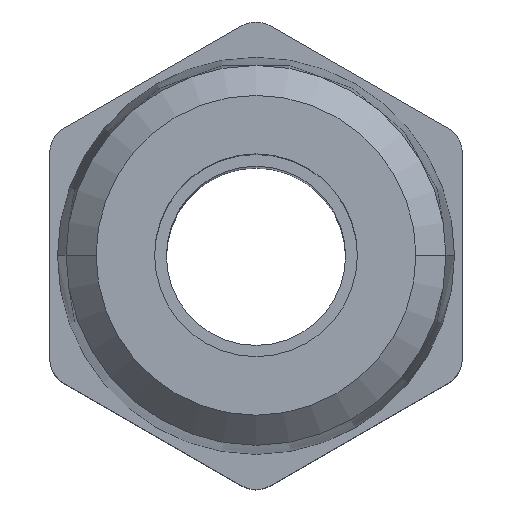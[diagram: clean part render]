
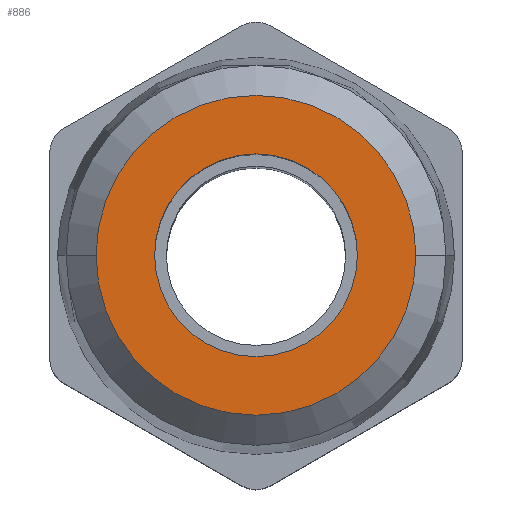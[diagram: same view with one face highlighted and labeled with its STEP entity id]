
A CAD part, top view. The second image highlights one B-rep face of the part: STEP entity #886.
In plain terms, the highlighted planar face has unit normal (0, 0, 1).
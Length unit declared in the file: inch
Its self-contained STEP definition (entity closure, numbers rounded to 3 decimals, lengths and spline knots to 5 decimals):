
#117 = FACE_BOUND ( 'NONE', #670, .T. ) ;
#179 = AXIS2_PLACEMENT_3D ( 'NONE', #347, #1003, #435 ) ;
#217 = EDGE_CURVE ( 'NONE', #624, #612, #745, .T. ) ;
#245 = DIRECTION ( 'NONE',  ( 0., 0., 1. ) ) ;
#312 = ORIENTED_EDGE ( 'NONE', *, *, #806, .T. ) ;
#325 = AXIS2_PLACEMENT_3D ( 'NONE', #472, #1136, #572 ) ;
#328 = ORIENTED_EDGE ( 'NONE', *, *, #533, .F. ) ;
#333 = EDGE_CURVE ( 'NONE', #723, #440, #869, .T. ) ;
#347 = CARTESIAN_POINT ( 'NONE',  ( 0., 0., 0.429 ) ) ;
#420 = DIRECTION ( 'NONE',  ( 0., 0., 1. ) ) ;
#427 = EDGE_LOOP ( 'NONE', ( #1165, #312 ) ) ;
#435 = DIRECTION ( 'NONE',  ( 1., 0., 0. ) ) ;
#440 = VERTEX_POINT ( 'NONE', #922 ) ;
#463 = CARTESIAN_POINT ( 'NONE',  ( 0., 0., 0.429 ) ) ;
#472 = CARTESIAN_POINT ( 'NONE',  ( 0., 0., 0.429 ) ) ;
#486 = CIRCLE ( 'NONE', #1194, 0.16957 ) ;
#533 = EDGE_CURVE ( 'NONE', #440, #723, #753, .T. ) ;
#538 = PLANE ( 'NONE',  #763 ) ;
#564 = DIRECTION ( 'NONE',  ( 1., 0., 0. ) ) ;
#572 = DIRECTION ( 'NONE',  ( 1., 0., 0. ) ) ;
#582 = CARTESIAN_POINT ( 'NONE',  ( 0.16957, 0., 0.429 ) ) ;
#612 = VERTEX_POINT ( 'NONE', #582 ) ;
#619 = FACE_OUTER_BOUND ( 'NONE', #427, .T. ) ;
#624 = VERTEX_POINT ( 'NONE', #1147 ) ;
#670 = EDGE_LOOP ( 'NONE', ( #328, #1181 ) ) ;
#723 = VERTEX_POINT ( 'NONE', #1071 ) ;
#745 = CIRCLE ( 'NONE', #997, 0.16957 ) ;
#753 = CIRCLE ( 'NONE', #325, 0.1075 ) ;
#763 = AXIS2_PLACEMENT_3D ( 'NONE', #1002, #245, #1190 ) ;
#806 = EDGE_CURVE ( 'NONE', #612, #624, #486, .T. ) ;
#869 = CIRCLE ( 'NONE', #179, 0.1075 ) ;
#886 = ADVANCED_FACE ( 'NONE', ( #117, #619 ), #538, .T. ) ;
#922 = CARTESIAN_POINT ( 'NONE',  ( 0.1075, 0., 0.429 ) ) ;
#989 = CARTESIAN_POINT ( 'NONE',  ( 0., 0., 0.429 ) ) ;
#997 = AXIS2_PLACEMENT_3D ( 'NONE', #463, #1131, #564 ) ;
#1002 = CARTESIAN_POINT ( 'NONE',  ( 0., 0., 0.429 ) ) ;
#1003 = DIRECTION ( 'NONE',  ( 0., 0., 1. ) ) ;
#1071 = CARTESIAN_POINT ( 'NONE',  ( -0.1075, 0., 0.429 ) ) ;
#1090 = DIRECTION ( 'NONE',  ( 1., 0., 0. ) ) ;
#1131 = DIRECTION ( 'NONE',  ( 0., 0., 1. ) ) ;
#1136 = DIRECTION ( 'NONE',  ( 0., 0., 1. ) ) ;
#1147 = CARTESIAN_POINT ( 'NONE',  ( -0.16957, 0., 0.429 ) ) ;
#1165 = ORIENTED_EDGE ( 'NONE', *, *, #217, .T. ) ;
#1181 = ORIENTED_EDGE ( 'NONE', *, *, #333, .F. ) ;
#1190 = DIRECTION ( 'NONE',  ( 1., 0., 0. ) ) ;
#1194 = AXIS2_PLACEMENT_3D ( 'NONE', #989, #420, #1090 ) ;
